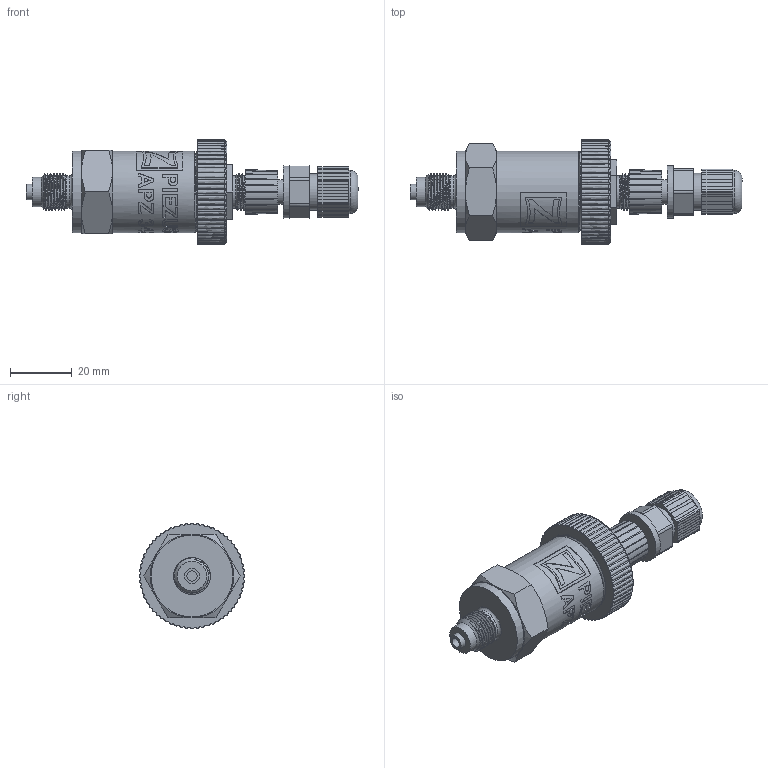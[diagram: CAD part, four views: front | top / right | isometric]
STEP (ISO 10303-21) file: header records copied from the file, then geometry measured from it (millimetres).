
FILE_DESCRIPTION(/* description */ (''),/* implementation_level */ '2;1');
FILE_NAME(/* name */ 'APZ3420_M12x1EN_M12x1-straight.step',/* time_stamp */ '2021-06-18T15:36:01+03:00',/* author */ (''),/* organization */ (''),/* preprocessor_version */ 'ST-DEVELOPER v18.1',/* originating_system */ 'Autodesk Translation Framework v10.9.0.1377',/* authorisation */ '');
FILE_SCHEMA (('AUTOMOTIVE_DESIGN { 1 0 10303 214 3 1 1 }'));
Products named in the file (6): APZ3420_; M12x1 EN; OMAL nut M27x1.5; M12x1 male; Ш100.000.002; M12x1 female straight
Assembly tree (5 placements, depth 2):
  APZ3420_
    M12x1 EN
    OMAL nut M27x1.5
    M12x1 male
    Ш100.000.002
    M12x1 female straight
Bounding box: 107.55 x 34 x 34 mm (x, y, z)
Volume: 40101.9 mm3; surface area: 17728.8 mm2
Topology: 16 solids, 16 shells, 929 faces, 2585 edges, 1730 vertices
Faces by surface type: bspline 463, plane 261, cylinder 150, cone 49, torus 6
Full cylindrical faces by diameter (mm): 1 x12, 1.5 x4, 3.3 x1, 5 x1, 7.3 x1, 8 x3, 8.2 x1, 9.5 x1, 10.293 x1, 10.5 x1, 10.6 x2, 10.741 x13, 11.884 x12, 12 x1, 14 x2, 14.137 x4, 14.526 x3, 15.85 x3, 16.203 x3, 17 x1, 21.4 x2, 22.3 x1, 22.4 x1, 24.5 x1, 25.132 x4, 25.526 x4, 26.5 x5, 27.208 x5
Entity records: 52509 total; most frequent: CARTESIAN_POINT 32245, ORIENTED_EDGE 5170, EDGE_CURVE 2585, DIRECTION 2527, VERTEX_POINT 1730, B_SPLINE_CURVE_WITH_KNOTS 1230, EDGE_LOOP 987, LINE 969
